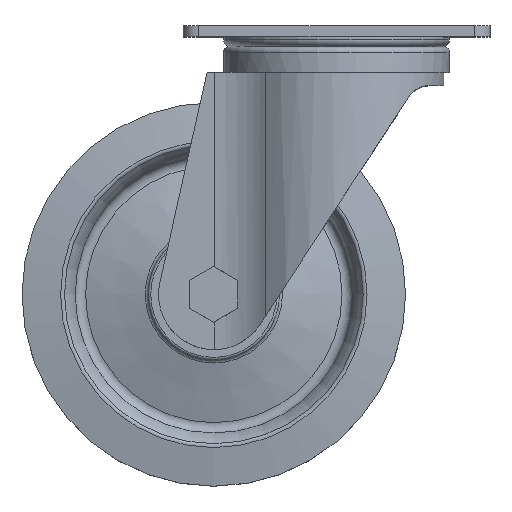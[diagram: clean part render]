
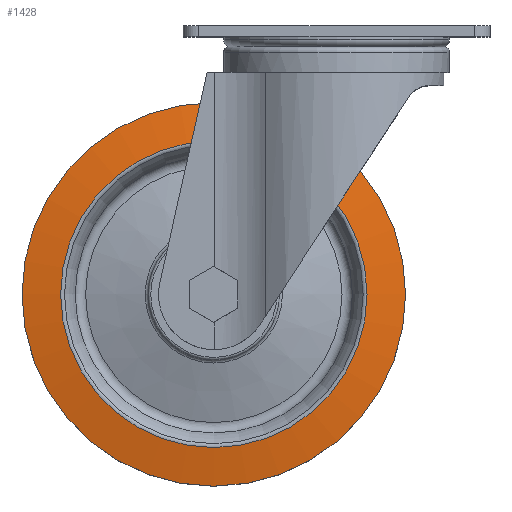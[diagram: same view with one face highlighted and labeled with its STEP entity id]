
A CAD part, top view. The second image highlights one B-rep face of the part: STEP entity #1428.
In plain terms, the highlighted conical face has half-angle 80.248 degrees and reference radius 62.5 mm.
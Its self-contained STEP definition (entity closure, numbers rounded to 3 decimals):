
#22=CONICAL_SURFACE('',#1609,62.5,1.401);
#609=ORIENTED_EDGE('',*,*,#802,.T.);
#610=ORIENTED_EDGE('',*,*,#801,.F.);
#801=EDGE_CURVE('',#938,#938,#1013,.T.);
#802=EDGE_CURVE('',#939,#939,#1014,.T.);
#938=VERTEX_POINT('',#2514);
#939=VERTEX_POINT('',#2517);
#1013=CIRCLE('',#1608,62.5);
#1014=CIRCLE('',#1610,49.928);
#1148=EDGE_LOOP('',(#609));
#1149=EDGE_LOOP('',(#610));
#1294=FACE_BOUND('',#1148,.T.);
#1295=FACE_BOUND('',#1149,.T.);
#1428=ADVANCED_FACE('',(#1294,#1295),#22,.T.);
#1608=AXIS2_PLACEMENT_3D('',#2513,#2028,#2029);
#1609=AXIS2_PLACEMENT_3D('',#2515,#2030,#2031);
#1610=AXIS2_PLACEMENT_3D('',#2516,#2032,#2033);
#2028=DIRECTION('',(0.,0.,-1.));
#2029=DIRECTION('',(-1.,0.,0.));
#2030=DIRECTION('',(0.,0.,-1.));
#2031=DIRECTION('',(-1.,0.,0.));
#2032=DIRECTION('',(0.,0.,-1.));
#2033=DIRECTION('',(-1.,0.,0.));
#2513=CARTESIAN_POINT('',(0.,0.,10.313));
#2514=CARTESIAN_POINT('',(-62.5,0.,10.313));
#2515=CARTESIAN_POINT('',(0.,0.,10.313));
#2516=CARTESIAN_POINT('',(0.,0.,12.473));
#2517=CARTESIAN_POINT('',(-49.928,0.,12.473));
